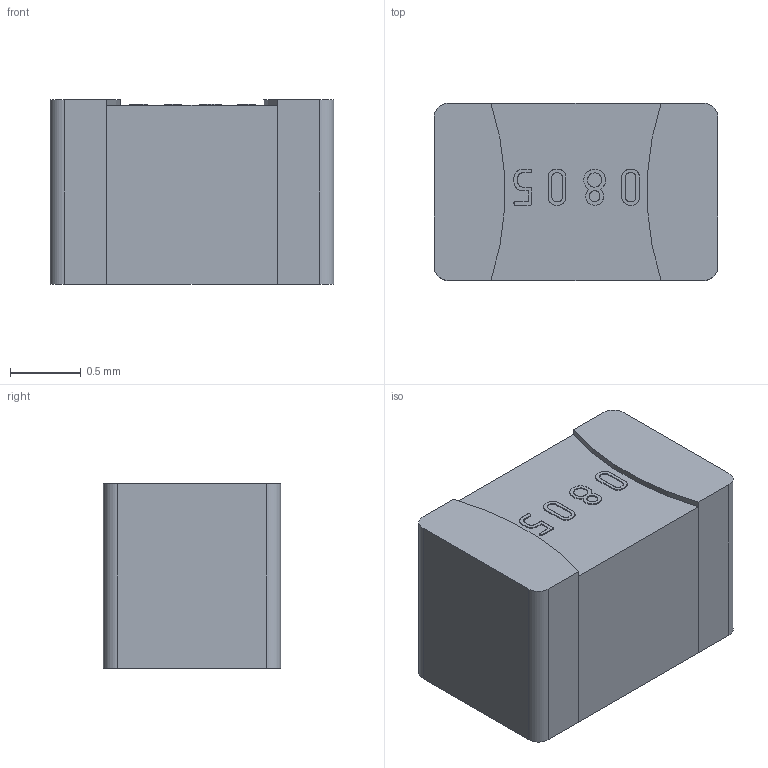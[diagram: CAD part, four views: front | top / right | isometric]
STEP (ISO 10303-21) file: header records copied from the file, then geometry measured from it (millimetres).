
FILE_DESCRIPTION(('STEP AP214'), '1');
FILE_NAME('smd_cap_0805', '', ('UNSPECIFIED'), ('UNSPECIFIED'), 'C3D Converter', 'C3D Toolkit', '');
FILE_SCHEMA(('AUTOMOTIVE_DESIGN { 1 0 10303 214 3 1 1}'));
Length unit declared in the file: millimetre
Bounding box: 2 x 1.25 x 1.3 mm (x, y, z)
Volume: 3.2 mm3; surface area: 19.8 mm2
Topology: 7 solids, 7 shells, 130 faces, 348 edges, 233 vertices
Faces by surface type: extrusion 74, plane 48, cylinder 8
Entity records: 5144 total; most frequent: CARTESIAN_POINT 1156, ORIENTED_EDGE 696, DIRECTION 404, EDGE_CURVE 348, VECTOR 258, VERTEX_POINT 232, B_SPLINE_CURVE_WITH_KNOTS 222, LINE 184
